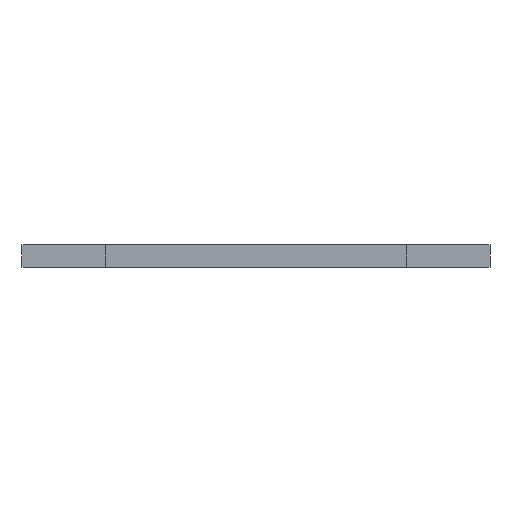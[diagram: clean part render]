
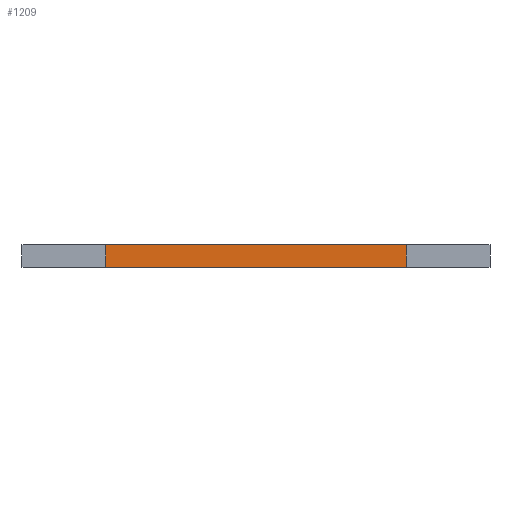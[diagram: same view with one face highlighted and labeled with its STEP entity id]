
A CAD part, left-side view. The second image highlights one B-rep face of the part: STEP entity #1209.
In plain terms, the highlighted planar face has unit normal (-1, 0, 0).
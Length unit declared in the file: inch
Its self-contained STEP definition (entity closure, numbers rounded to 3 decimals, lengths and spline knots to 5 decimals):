
#66 = PLANE ( 'NONE',  #1394 ) ;
#130 = VECTOR ( 'NONE', #583, 39.37008 ) ;
#152 = LINE ( 'NONE', #1386, #130 ) ;
#176 = EDGE_LOOP ( 'NONE', ( #1575, #1459, #1283, #535 ) ) ;
#203 = EDGE_CURVE ( 'NONE', #1377, #1456, #1652, .T. ) ;
#337 = DIRECTION ( 'NONE',  ( 0., -1., 0. ) ) ;
#361 = EDGE_CURVE ( 'NONE', #418, #699, #1556, .T. ) ;
#418 = VERTEX_POINT ( 'NONE', #773 ) ;
#535 = ORIENTED_EDGE ( 'NONE', *, *, #361, .T. ) ;
#583 = DIRECTION ( 'NONE',  ( 0., -1., 0. ) ) ;
#622 = DIRECTION ( 'NONE',  ( 0., 1., 0. ) ) ;
#649 = FACE_OUTER_BOUND ( 'NONE', #176, .T. ) ;
#670 = DIRECTION ( 'NONE',  ( 0., 0., -1. ) ) ;
#699 = VERTEX_POINT ( 'NONE', #1483 ) ;
#701 = CARTESIAN_POINT ( 'NONE',  ( 337.48246, 113.30907, 0.134 ) ) ;
#752 = LINE ( 'NONE', #1134, #761 ) ;
#761 = VECTOR ( 'NONE', #337, 39.37008 ) ;
#773 = CARTESIAN_POINT ( 'NONE',  ( 337.48246, 115.10307, 0.134 ) ) ;
#817 = DIRECTION ( 'NONE',  ( 0., 0., -1. ) ) ;
#948 = CARTESIAN_POINT ( 'NONE',  ( 337.48246, 113.30907, 0. ) ) ;
#1134 = CARTESIAN_POINT ( 'NONE',  ( 337.48246, 115.10307, 0. ) ) ;
#1205 = EDGE_CURVE ( 'NONE', #699, #1456, #752, .T. ) ;
#1209 = ADVANCED_FACE ( 'NONE', ( #649 ), #66, .F. ) ;
#1277 = CARTESIAN_POINT ( 'NONE',  ( 337.48246, 115.10307, 0.134 ) ) ;
#1283 = ORIENTED_EDGE ( 'NONE', *, *, #1589, .F. ) ;
#1377 = VERTEX_POINT ( 'NONE', #1742 ) ;
#1386 = CARTESIAN_POINT ( 'NONE',  ( 337.48246, 115.10307, 0.134 ) ) ;
#1394 = AXIS2_PLACEMENT_3D ( 'NONE', #1277, #1424, #622 ) ;
#1424 = DIRECTION ( 'NONE',  ( 1., 0., 0. ) ) ;
#1456 = VERTEX_POINT ( 'NONE', #948 ) ;
#1459 = ORIENTED_EDGE ( 'NONE', *, *, #203, .F. ) ;
#1478 = CARTESIAN_POINT ( 'NONE',  ( 337.48246, 115.10307, 0.134 ) ) ;
#1483 = CARTESIAN_POINT ( 'NONE',  ( 337.48246, 115.10307, 0. ) ) ;
#1534 = VECTOR ( 'NONE', #670, 39.37008 ) ;
#1556 = LINE ( 'NONE', #1478, #1534 ) ;
#1575 = ORIENTED_EDGE ( 'NONE', *, *, #1205, .T. ) ;
#1589 = EDGE_CURVE ( 'NONE', #418, #1377, #152, .T. ) ;
#1640 = VECTOR ( 'NONE', #817, 39.37008 ) ;
#1652 = LINE ( 'NONE', #701, #1640 ) ;
#1742 = CARTESIAN_POINT ( 'NONE',  ( 337.48246, 113.30907, 0.134 ) ) ;
